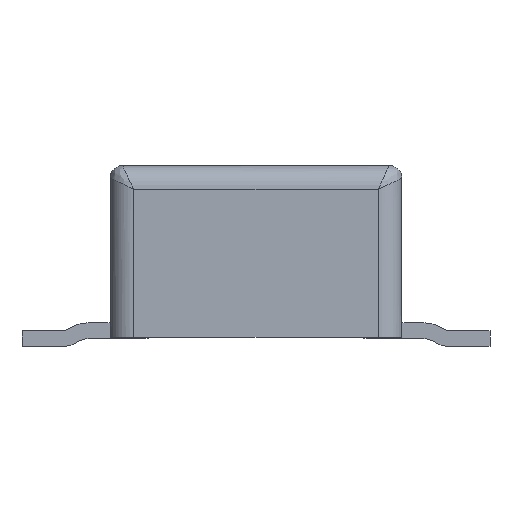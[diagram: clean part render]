
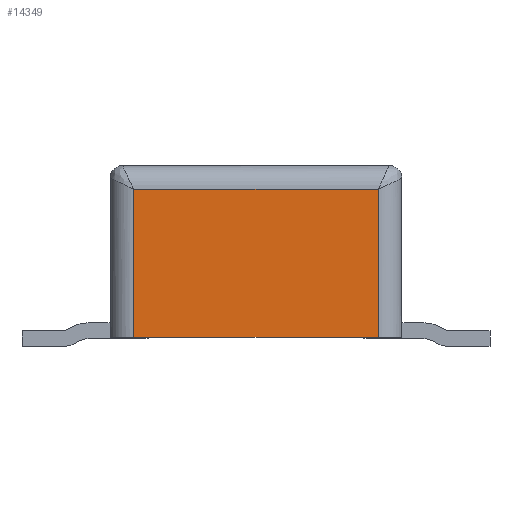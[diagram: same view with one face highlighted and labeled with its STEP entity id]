
A CAD part, front view. The second image highlights one B-rep face of the part: STEP entity #14349.
In plain terms, the highlighted planar face has unit normal (0, -1, 0).
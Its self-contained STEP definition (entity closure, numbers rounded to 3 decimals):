
#1622=CARTESIAN_POINT('',(50.775,-36.76,0.94));
#1632=DIRECTION('',(1.,0.,0.));
#1633=VECTOR('',#1632,1.55);
#1634=CARTESIAN_POINT('',(49.225,-36.76,0.94));
#1635=LINE('',#1634,#1633);
#1641=DIRECTION('',(0.,0.,-1.));
#1642=VECTOR('',#1641,0.94);
#1643=CARTESIAN_POINT('',(50.775,-36.76,0.94));
#1644=LINE('',#1643,#1642);
#1663=DIRECTION('',(1.,0.,0.));
#1664=VECTOR('',#1663,1.55);
#1665=CARTESIAN_POINT('',(49.225,-36.76,0.));
#1666=LINE('',#1665,#1664);
#1675=DIRECTION('',(0.,0.,1.));
#1676=VECTOR('',#1675,0.94);
#1677=CARTESIAN_POINT('',(49.225,-36.76,0.));
#1678=LINE('',#1677,#1676);
#2384=CARTESIAN_POINT('',(49.225,-36.76,0.94));
#10949=VERTEX_POINT('',#2384);
#11192=VERTEX_POINT('',#1622);
#11317=CARTESIAN_POINT('',(49.225,-36.76,0.));
#11318=VERTEX_POINT('',#11317);
#12973=CARTESIAN_POINT('',(50.775,-36.76,0.));
#12974=VERTEX_POINT('',#12973);
#14336=CARTESIAN_POINT('',(49.075,-36.76,0.));
#14337=DIRECTION('',(0.,-1.,0.));
#14338=DIRECTION('',(0.,0.,-1.));
#14339=AXIS2_PLACEMENT_3D('',#14336,#14337,#14338);
#14340=PLANE('',#14339);
#14342=ORIENTED_EDGE('',*,*,#14341,.T.);
#14343=ORIENTED_EDGE('',*,*,#14267,.T.);
#14344=ORIENTED_EDGE('',*,*,#14324,.T.);
#14346=ORIENTED_EDGE('',*,*,#14345,.F.);
#14347=EDGE_LOOP('',(#14342,#14343,#14344,#14346));
#14348=FACE_OUTER_BOUND('',#14347,.F.);
#14267=EDGE_CURVE('',#10949,#11192,#1635,.T.);
#14324=EDGE_CURVE('',#11192,#12974,#1644,.T.);
#14341=EDGE_CURVE('',#11318,#10949,#1678,.T.);
#14345=EDGE_CURVE('',#11318,#12974,#1666,.T.);
#14349=ADVANCED_FACE('',(#14348),#14340,.T.);
